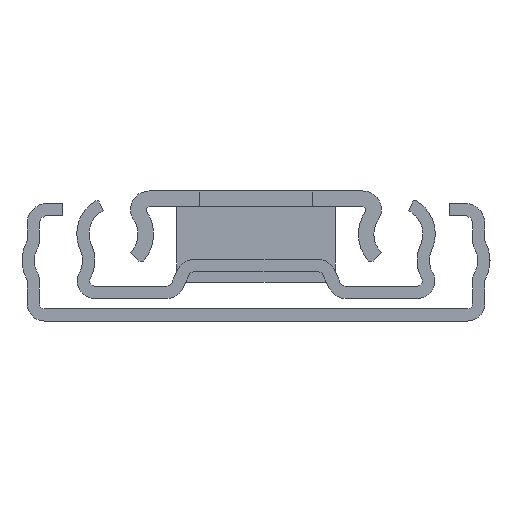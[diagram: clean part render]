
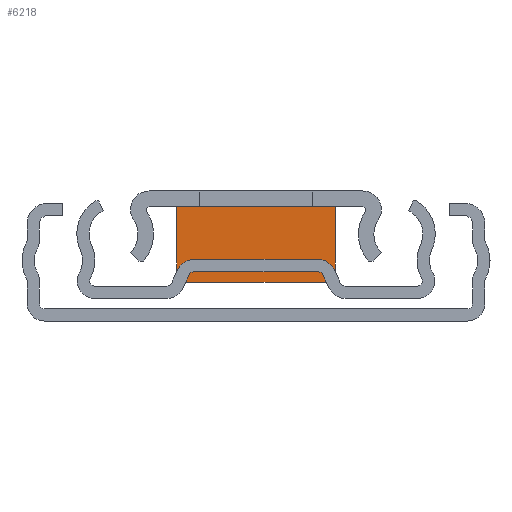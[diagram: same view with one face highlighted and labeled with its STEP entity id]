
A CAD part, left-side view. The second image highlights one B-rep face of the part: STEP entity #6218.
In plain terms, the highlighted planar face has unit normal (-1, 0, 0).
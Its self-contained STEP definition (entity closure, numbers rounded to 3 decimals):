
#215 = EDGE_LOOP ( 'NONE', ( #3169, #3023, #1939, #5824 ) ) ;
#310 = DIRECTION ( 'NONE',  ( 0., 0., 1. ) ) ;
#677 = VERTEX_POINT ( 'NONE', #2615 ) ;
#712 = LINE ( 'NONE', #1396, #4682 ) ;
#852 = AXIS2_PLACEMENT_3D ( 'NONE', #5544, #7501, #4043 ) ;
#1367 = CARTESIAN_POINT ( 'NONE',  ( -1.5, -7.75, -1.507 ) ) ;
#1396 = CARTESIAN_POINT ( 'NONE',  ( -1.5, -7.75, -8.907 ) ) ;
#1516 = VERTEX_POINT ( 'NONE', #6902 ) ;
#1792 = LINE ( 'NONE', #1840, #5189 ) ;
#1840 = CARTESIAN_POINT ( 'NONE',  ( -1.5, -7.75, -8.907 ) ) ;
#1908 = VECTOR ( 'NONE', #310, 1000. ) ;
#1925 = FACE_OUTER_BOUND ( 'NONE', #215, .T. ) ;
#1939 = ORIENTED_EDGE ( 'NONE', *, *, #3581, .F. ) ;
#2525 = EDGE_CURVE ( 'NONE', #1516, #677, #5983, .T. ) ;
#2615 = CARTESIAN_POINT ( 'NONE',  ( -1.5, 7.75, -1.507 ) ) ;
#3017 = CARTESIAN_POINT ( 'NONE',  ( -1.5, 7.75, -8.907 ) ) ;
#3023 = ORIENTED_EDGE ( 'NONE', *, *, #2525, .F. ) ;
#3169 = ORIENTED_EDGE ( 'NONE', *, *, #4968, .T. ) ;
#3581 = EDGE_CURVE ( 'NONE', #5122, #1516, #1792, .T. ) ;
#3736 = CARTESIAN_POINT ( 'NONE',  ( -1.5, -7.75, -1.507 ) ) ;
#4043 = DIRECTION ( 'NONE',  ( 0., 1., 0. ) ) ;
#4157 = DIRECTION ( 'NONE',  ( 0., 0., 1. ) ) ;
#4562 = CARTESIAN_POINT ( 'NONE',  ( -1.5, -7.75, -8.907 ) ) ;
#4590 = DIRECTION ( 'NONE',  ( 0., 1., 0. ) ) ;
#4614 = VECTOR ( 'NONE', #6939, 1000. ) ;
#4682 = VECTOR ( 'NONE', #4157, 1000. ) ;
#4968 = EDGE_CURVE ( 'NONE', #8159, #677, #7028, .T. ) ;
#5122 = VERTEX_POINT ( 'NONE', #4562 ) ;
#5189 = VECTOR ( 'NONE', #4590, 1000. ) ;
#5544 = CARTESIAN_POINT ( 'NONE',  ( -1.5, -7.75, -8.907 ) ) ;
#5824 = ORIENTED_EDGE ( 'NONE', *, *, #7027, .T. ) ;
#5983 = LINE ( 'NONE', #3017, #1908 ) ;
#6088 = PLANE ( 'NONE',  #852 ) ;
#6218 = ADVANCED_FACE ( 'NONE', ( #1925 ), #6088, .F. ) ;
#6902 = CARTESIAN_POINT ( 'NONE',  ( -1.5, 7.75, -8.907 ) ) ;
#6939 = DIRECTION ( 'NONE',  ( 0., 1., 0. ) ) ;
#7027 = EDGE_CURVE ( 'NONE', #5122, #8159, #712, .T. ) ;
#7028 = LINE ( 'NONE', #1367, #4614 ) ;
#7501 = DIRECTION ( 'NONE',  ( 1., 0., 0. ) ) ;
#8159 = VERTEX_POINT ( 'NONE', #3736 ) ;
